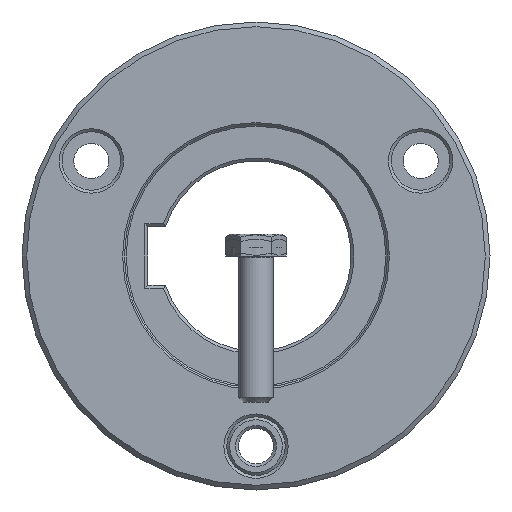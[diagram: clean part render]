
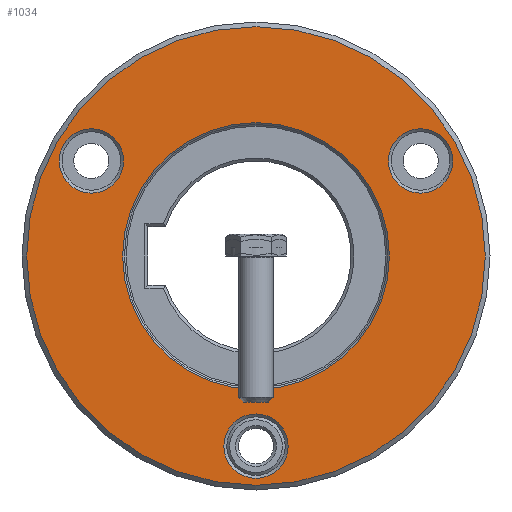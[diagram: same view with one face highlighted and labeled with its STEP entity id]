
A CAD part, left-side view. The second image highlights one B-rep face of the part: STEP entity #1034.
In plain terms, the highlighted planar face has unit normal (-1, 0, 0).
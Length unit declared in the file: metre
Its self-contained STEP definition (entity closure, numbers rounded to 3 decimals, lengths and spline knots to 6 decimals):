
#136=CIRCLE('',#1400,0.006535);
#137=CIRCLE('',#1402,0.006535);
#138=CIRCLE('',#1404,0.006535);
#139=CIRCLE('',#1406,0.046578);
#144=CIRCLE('',#1416,0.027091);
#263=ORIENTED_EDGE('',*,*,#465,.F.);
#264=ORIENTED_EDGE('',*,*,#473,.F.);
#265=ORIENTED_EDGE('',*,*,#466,.F.);
#266=ORIENTED_EDGE('',*,*,#467,.F.);
#267=ORIENTED_EDGE('',*,*,#468,.F.);
#465=EDGE_CURVE('',#573,#573,#136,.T.);
#466=EDGE_CURVE('',#574,#574,#137,.T.);
#467=EDGE_CURVE('',#575,#575,#138,.T.);
#468=EDGE_CURVE('',#576,#576,#139,.T.);
#473=EDGE_CURVE('',#581,#581,#144,.T.);
#573=VERTEX_POINT('',#1931);
#574=VERTEX_POINT('',#1934);
#575=VERTEX_POINT('',#1937);
#576=VERTEX_POINT('',#1940);
#581=VERTEX_POINT('',#1955);
#758=EDGE_LOOP('',(#263));
#759=EDGE_LOOP('',(#264));
#760=EDGE_LOOP('',(#265));
#761=EDGE_LOOP('',(#266));
#762=EDGE_LOOP('',(#267));
#885=FACE_BOUND('',#758,.T.);
#886=FACE_BOUND('',#759,.T.);
#887=FACE_BOUND('',#760,.T.);
#888=FACE_BOUND('',#761,.T.);
#889=FACE_BOUND('',#762,.T.);
#979=PLANE('',#1415);
#1034=ADVANCED_FACE('',(#885,#886,#887,#888,#889),#979,.T.);
#1400=AXIS2_PLACEMENT_3D('',#1930,#1614,#1615);
#1402=AXIS2_PLACEMENT_3D('',#1933,#1618,#1619);
#1404=AXIS2_PLACEMENT_3D('',#1936,#1622,#1623);
#1406=AXIS2_PLACEMENT_3D('',#1939,#1626,#1627);
#1415=AXIS2_PLACEMENT_3D('',#1953,#1644,#1645);
#1416=AXIS2_PLACEMENT_3D('',#1954,#1646,#1647);
#1614=DIRECTION('',(-1.,0.,0.));
#1615=DIRECTION('',(0.,0.,-1.));
#1618=DIRECTION('',(-1.,0.,0.));
#1619=DIRECTION('',(0.,0.,-1.));
#1622=DIRECTION('',(-1.,0.,0.));
#1623=DIRECTION('',(0.,0.,-1.));
#1626=DIRECTION('',(1.,0.,0.));
#1627=DIRECTION('',(0.,1.,0.));
#1644=DIRECTION('',(-1.,0.,0.));
#1645=DIRECTION('',(0.,1.,0.));
#1646=DIRECTION('',(-1.,0.,0.));
#1647=DIRECTION('',(0.,0.,-1.));
#1930=CARTESIAN_POINT('',(0.,0.033443,0.019309));
#1931=CARTESIAN_POINT('',(0.,0.033443,0.012773));
#1933=CARTESIAN_POINT('',(0.,0.,-0.038617));
#1934=CARTESIAN_POINT('',(0.,0.,-0.045152));
#1936=CARTESIAN_POINT('',(0.,-0.033443,0.019309));
#1937=CARTESIAN_POINT('',(0.,-0.033443,0.012773));
#1939=CARTESIAN_POINT('',(0.,0.,0.));
#1940=CARTESIAN_POINT('',(0.,0.046578,0.));
#1953=CARTESIAN_POINT('',(0.,0.,0.));
#1954=CARTESIAN_POINT('',(0.,0.,0.));
#1955=CARTESIAN_POINT('',(0.,0.,-0.027091));
